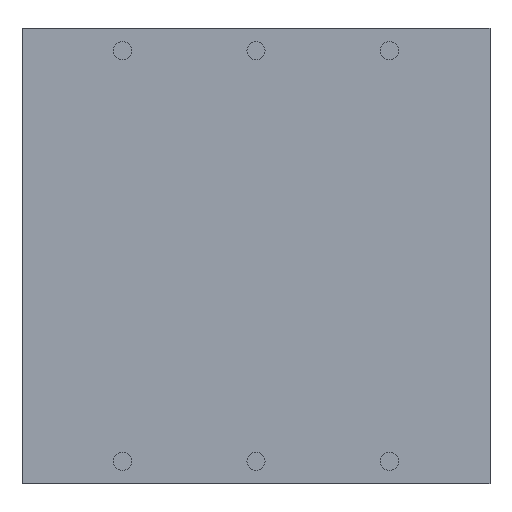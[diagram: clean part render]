
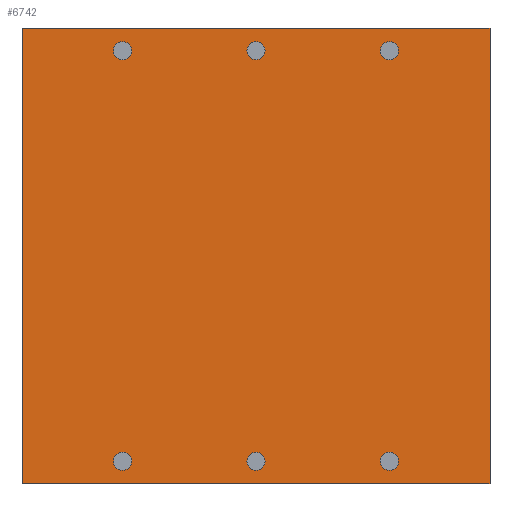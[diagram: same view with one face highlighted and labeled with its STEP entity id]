
A CAD part, front view. The second image highlights one B-rep face of the part: STEP entity #6742.
In plain terms, the highlighted planar face has unit normal (0, -1, 0).
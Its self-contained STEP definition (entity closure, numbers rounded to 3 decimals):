
#30 = EDGE_LOOP ( 'NONE', ( #1781, #1780, #1779, #1778 ) ) ;
#32 = EDGE_LOOP ( 'NONE', ( #1782 ) ) ;
#115 = CARTESIAN_POINT ( 'NONE',  ( 21.05, -87.525, 52.21 ) ) ;
#116 = VERTEX_POINT ( 'NONE', #115 ) ;
#118 = CARTESIAN_POINT ( 'NONE',  ( 4.54, -87.525, 1.41 ) ) ;
#120 = VERTEX_POINT ( 'NONE', #118 ) ;
#121 = CARTESIAN_POINT ( 'NONE',  ( 21.05, -87.525, 1.41 ) ) ;
#122 = VERTEX_POINT ( 'NONE', #121 ) ;
#123 = CARTESIAN_POINT ( 'NONE',  ( 37.56, -87.525, 52.21 ) ) ;
#125 = VERTEX_POINT ( 'NONE', #123 ) ;
#126 = CARTESIAN_POINT ( 'NONE',  ( 37.56, -87.525, 1.41 ) ) ;
#127 = CARTESIAN_POINT ( 'NONE',  ( 4.54, -87.525, 52.21 ) ) ;
#137 = VERTEX_POINT ( 'NONE', #127 ) ;
#142 = VERTEX_POINT ( 'NONE', #126 ) ;
#364 = DIRECTION ( 'NONE',  ( 0., 0., -1. ) ) ;
#365 = DIRECTION ( 'NONE',  ( 0., -1., 0. ) ) ;
#366 = PLANE ( 'NONE',  #3042 ) ;
#388 = CARTESIAN_POINT ( 'NONE',  ( -7.906, -87.525, -0.254 ) ) ;
#1778 = ORIENTED_EDGE ( 'NONE', *, *, #5904, .T. ) ;
#1779 = ORIENTED_EDGE ( 'NONE', *, *, #5895, .T. ) ;
#1780 = ORIENTED_EDGE ( 'NONE', *, *, #5901, .F. ) ;
#1781 = ORIENTED_EDGE ( 'NONE', *, *, #5896, .F. ) ;
#1782 = ORIENTED_EDGE ( 'NONE', *, *, #5898, .F. ) ;
#1783 = ORIENTED_EDGE ( 'NONE', *, *, #5897, .F. ) ;
#1784 = ORIENTED_EDGE ( 'NONE', *, *, #5902, .F. ) ;
#1785 = ORIENTED_EDGE ( 'NONE', *, *, #5905, .F. ) ;
#1786 = ORIENTED_EDGE ( 'NONE', *, *, #5908, .F. ) ;
#1787 = ORIENTED_EDGE ( 'NONE', *, *, #5900, .F. ) ;
#1989 = DIRECTION ( 'NONE',  ( 0., 0., -1. ) ) ;
#1990 = DIRECTION ( 'NONE',  ( 0., -1., 0. ) ) ;
#1991 = CARTESIAN_POINT ( 'NONE',  ( 21.05, -87.525, 53.34 ) ) ;
#1996 = DIRECTION ( 'NONE',  ( 0., 0., -1. ) ) ;
#1997 = DIRECTION ( 'NONE',  ( 0., -1., 0. ) ) ;
#1998 = DIRECTION ( 'NONE',  ( 0., 0., 1. ) ) ;
#1999 = CARTESIAN_POINT ( 'NONE',  ( 50.006, -87.525, -0.254 ) ) ;
#2000 = CARTESIAN_POINT ( 'NONE',  ( 4.54, -87.525, 2.54 ) ) ;
#2003 = DIRECTION ( 'NONE',  ( 0., 0., -1. ) ) ;
#2004 = DIRECTION ( 'NONE',  ( 0., -1., 0. ) ) ;
#2005 = CARTESIAN_POINT ( 'NONE',  ( 21.05, -87.525, 2.54 ) ) ;
#2006 = DIRECTION ( 'NONE',  ( 0., 0., 1. ) ) ;
#2007 = CARTESIAN_POINT ( 'NONE',  ( -7.906, -87.525, -0.254 ) ) ;
#2008 = DIRECTION ( 'NONE',  ( 0., 0., -1. ) ) ;
#2009 = DIRECTION ( 'NONE',  ( 0., -1., 0. ) ) ;
#2010 = CARTESIAN_POINT ( 'NONE',  ( 37.56, -87.525, 53.34 ) ) ;
#2013 = DIRECTION ( 'NONE',  ( 0., 0., -1. ) ) ;
#2014 = DIRECTION ( 'NONE',  ( 0., -1., 0. ) ) ;
#2016 = DIRECTION ( 'NONE',  ( 0., 0., -1. ) ) ;
#2017 = DIRECTION ( 'NONE',  ( 0., -1., 0. ) ) ;
#2018 = DIRECTION ( 'NONE',  ( 1., 0., 0. ) ) ;
#2019 = CARTESIAN_POINT ( 'NONE',  ( 37.56, -87.525, 2.54 ) ) ;
#2020 = DIRECTION ( 'NONE',  ( 1., 0., 0. ) ) ;
#2021 = CARTESIAN_POINT ( 'NONE',  ( -7.906, -87.525, -0.254 ) ) ;
#2022 = CARTESIAN_POINT ( 'NONE',  ( 4.54, -87.525, 53.34 ) ) ;
#2027 = CARTESIAN_POINT ( 'NONE',  ( -7.906, -87.525, 56.134 ) ) ;
#2244 = EDGE_LOOP ( 'NONE', ( #1787 ) ) ;
#2248 = EDGE_LOOP ( 'NONE', ( #1784 ) ) ;
#2250 = EDGE_LOOP ( 'NONE', ( #1785 ) ) ;
#2251 = EDGE_LOOP ( 'NONE', ( #1786 ) ) ;
#2252 = EDGE_LOOP ( 'NONE', ( #1783 ) ) ;
#2743 = FACE_BOUND ( 'NONE', #2244, .T. ) ;
#2747 = FACE_BOUND ( 'NONE', #32, .T. ) ;
#2749 = FACE_BOUND ( 'NONE', #2251, .T. ) ;
#2750 = FACE_BOUND ( 'NONE', #2252, .T. ) ;
#2752 = FACE_OUTER_BOUND ( 'NONE', #30, .T. ) ;
#2753 = FACE_BOUND ( 'NONE', #2248, .T. ) ;
#2755 = FACE_BOUND ( 'NONE', #2250, .T. ) ;
#3042 = AXIS2_PLACEMENT_3D ( 'NONE', #388, #365, #364 ) ;
#3768 = VERTEX_POINT ( 'NONE', #7285 ) ;
#3769 = VERTEX_POINT ( 'NONE', #7284 ) ;
#3770 = VERTEX_POINT ( 'NONE', #7283 ) ;
#3772 = VERTEX_POINT ( 'NONE', #7281 ) ;
#5369 = VECTOR ( 'NONE', #2020, 1000. ) ;
#5375 = LINE ( 'NONE', #2021, #5369 ) ;
#5377 = LINE ( 'NONE', #1999, #5393 ) ;
#5378 = LINE ( 'NONE', #2027, #5380 ) ;
#5380 = VECTOR ( 'NONE', #2018, 1000. ) ;
#5381 = CIRCLE ( 'NONE', #6549, 1.13 ) ;
#5383 = CIRCLE ( 'NONE', #6553, 1.13 ) ;
#5384 = LINE ( 'NONE', #2007, #5386 ) ;
#5386 = VECTOR ( 'NONE', #2006, 1000. ) ;
#5387 = CIRCLE ( 'NONE', #6552, 1.13 ) ;
#5391 = CIRCLE ( 'NONE', #6550, 1.13 ) ;
#5393 = VECTOR ( 'NONE', #1998, 1000. ) ;
#5395 = CIRCLE ( 'NONE', #6555, 1.13 ) ;
#5400 = CIRCLE ( 'NONE', #6551, 1.13 ) ;
#5895 = EDGE_CURVE ( 'NONE', #3772, #3769, #5375, .T. ) ;
#5896 = EDGE_CURVE ( 'NONE', #3768, #3770, #5378, .T. ) ;
#5897 = EDGE_CURVE ( 'NONE', #142, #142, #5381, .T. ) ;
#5898 = EDGE_CURVE ( 'NONE', #137, #137, #5383, .T. ) ;
#5900 = EDGE_CURVE ( 'NONE', #125, #125, #5387, .T. ) ;
#5901 = EDGE_CURVE ( 'NONE', #3772, #3768, #5384, .T. ) ;
#5902 = EDGE_CURVE ( 'NONE', #122, #122, #5391, .T. ) ;
#5904 = EDGE_CURVE ( 'NONE', #3769, #3770, #5377, .T. ) ;
#5905 = EDGE_CURVE ( 'NONE', #120, #120, #5395, .T. ) ;
#5908 = EDGE_CURVE ( 'NONE', #116, #116, #5400, .T. ) ;
#6549 = AXIS2_PLACEMENT_3D ( 'NONE', #2019, #2017, #2016 ) ;
#6550 = AXIS2_PLACEMENT_3D ( 'NONE', #2005, #2004, #2003 ) ;
#6551 = AXIS2_PLACEMENT_3D ( 'NONE', #1991, #1990, #1989 ) ;
#6552 = AXIS2_PLACEMENT_3D ( 'NONE', #2010, #2009, #2008 ) ;
#6553 = AXIS2_PLACEMENT_3D ( 'NONE', #2022, #2014, #2013 ) ;
#6555 = AXIS2_PLACEMENT_3D ( 'NONE', #2000, #1997, #1996 ) ;
#6742 = ADVANCED_FACE ( 'NONE', ( #2743, #2749, #2753, #2755, #2747, #2750, #2752 ), #366, .T. ) ;
#7281 = CARTESIAN_POINT ( 'NONE',  ( -7.906, -87.525, -0.254 ) ) ;
#7283 = CARTESIAN_POINT ( 'NONE',  ( 50.006, -87.525, 56.134 ) ) ;
#7284 = CARTESIAN_POINT ( 'NONE',  ( 50.006, -87.525, -0.254 ) ) ;
#7285 = CARTESIAN_POINT ( 'NONE',  ( -7.906, -87.525, 56.134 ) ) ;
